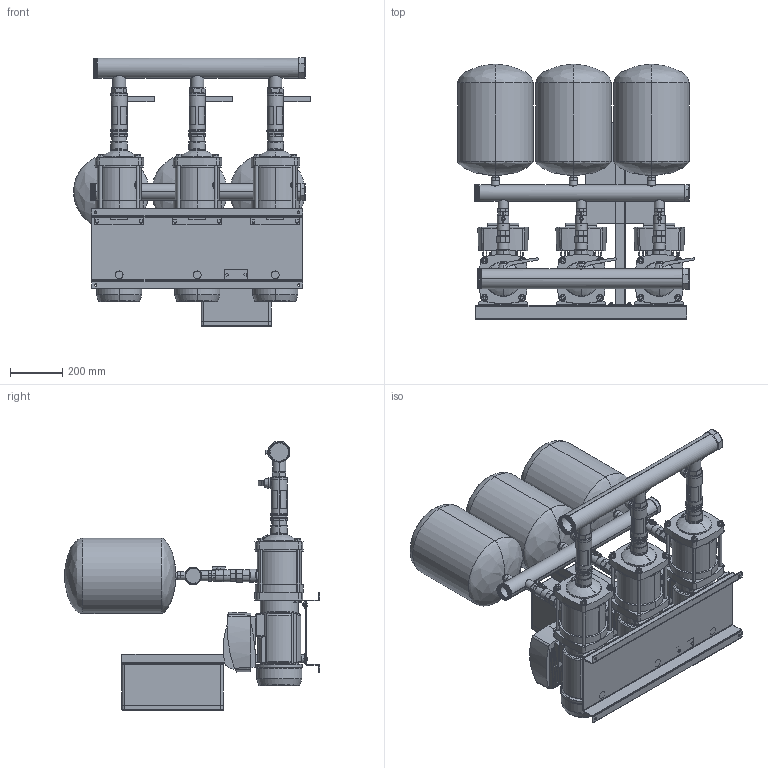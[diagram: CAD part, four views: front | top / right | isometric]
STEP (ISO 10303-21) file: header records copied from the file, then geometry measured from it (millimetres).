
FILE_DESCRIPTION (( 'STEP AP214' ), '1' );
FILE_NAME ('3EH_15-4_TE.STEP', '2021-01-22T09:41:44', ( '' ), ( '' ), 'SwSTEP 2.0', 'SolidWorks 2020', '' );
FILE_SCHEMA (( 'AUTOMOTIVE_DESIGN' ));
Length unit declared in the file: millimetre
Products named in the file (1): 3EH_15-4_TE
Bounding box: 910 x 980 x 1031.9 mm (x, y, z)
Volume: 104846812.7 mm3; surface area: 7739262.7 mm2
Topology: 110 solids, 111 shells, 2520 faces, 5972 edges, 3874 vertices
Faces by surface type: plane 1257, cylinder 1001, cone 160, bspline 50, torus 40, sphere 12
Entity records: 118626 total; most frequent: CARTESIAN_POINT 30884, DIRECTION 12299, ORIENTED_EDGE 11932, EDGE_CURVE 5966, AXIS2_PLACEMENT_3D 4491, VERTEX_POINT 3874, VECTOR 3317, LINE 3317
